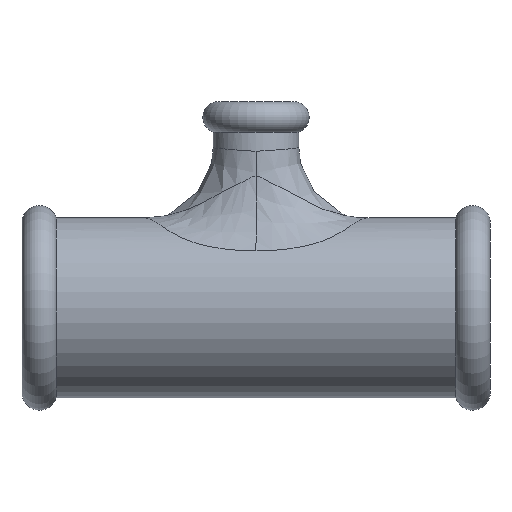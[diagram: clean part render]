
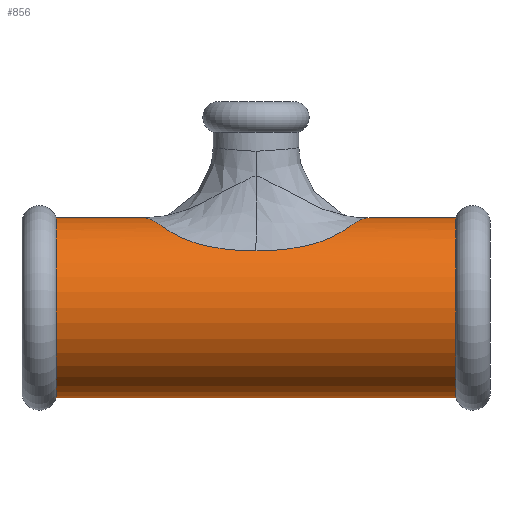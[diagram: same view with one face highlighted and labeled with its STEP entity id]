
A CAD part, front view. The second image highlights one B-rep face of the part: STEP entity #856.
In plain terms, the highlighted cylindrical face has radius 19.2 mm (diameter 38.4 mm), a full revolution.
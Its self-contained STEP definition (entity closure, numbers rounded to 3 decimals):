
#19=FACE_BOUND('',#209,.T.);
#63=B_SPLINE_CURVE_WITH_KNOTS('',3,(#3013,#3014,#3015,#3016,#3017,#3018,
#3019,#3020,#3021,#3022,#3023,#3024,#3025,#3026,#3027,#3028,#3029,#3030,
#3031,#3032,#3033),.UNSPECIFIED.,.F.,.F.,(4,2,1,1,1,1,1,1,1,1,1,1,1,3,1,
4),(0.,0.001,0.445,0.889,
1.334,1.778,2.001,2.223,2.445,
2.667,3.112,3.556,4.001,4.445,
4.478,4.522),.UNSPECIFIED.);
#71=B_SPLINE_CURVE_WITH_KNOTS('',3,(#3290,#3291,#3292,#3293,#3294,#3295,
#3296,#3297,#3298,#3299,#3300,#3301,#3302),.UNSPECIFIED.,.F.,.F.,(4,3,1,
1,1,1,1,1,4),(4.522,4.599,5.234,5.869,
6.504,7.139,7.774,8.409,9.044),
 .UNSPECIFIED.);
#74=B_SPLINE_CURVE_WITH_KNOTS('',3,(#3379,#3380,#3381,#3382,#3383,#3384,
#3385,#3386,#3387,#3388,#3389,#3390,#3391),.UNSPECIFIED.,.F.,.F.,(4,3,1,
1,1,1,1,1,4),(-4.522,-4.445,-3.81,-3.175,
-2.54,-1.905,-1.27,-0.635,
0.),.UNSPECIFIED.);
#79=B_SPLINE_CURVE_WITH_KNOTS('',3,(#3687,#3688,#3689,#3690,#3691,#3692,
#3693,#3694,#3695,#3696,#3697,#3698,#3699,#3700,#3701,#3702,#3703,#3704,
#3705,#3706,#3707),.UNSPECIFIED.,.F.,.F.,(4,2,1,1,1,1,1,1,1,1,1,1,1,3,1,
4),(-9.044,-9.044,-8.599,-8.155,
-7.711,-7.266,-7.044,-6.822,
-6.599,-6.377,-5.933,-5.488,
-5.044,-4.599,-4.555,-4.522),
 .UNSPECIFIED.);
#101=LINE('',#4034,#115);
#115=VECTOR('',#1158,19.2);
#130=CYLINDRICAL_SURFACE('',#967,19.2);
#165=FACE_OUTER_BOUND('',#208,.T.);
#208=EDGE_LOOP('',(#719,#720,#721,#722,#723,#724,#725,#726));
#209=EDGE_LOOP('',(#727,#728,#729,#730));
#238=CIRCLE('',#909,19.2);
#239=CIRCLE('',#910,19.2);
#244=CIRCLE('',#915,19.2);
#255=CIRCLE('',#930,19.2);
#256=CIRCLE('',#931,19.2);
#261=CIRCLE('',#936,19.2);
#308=VERTEX_POINT('',#1243);
#309=VERTEX_POINT('',#1244);
#310=VERTEX_POINT('',#1246);
#323=VERTEX_POINT('',#1281);
#324=VERTEX_POINT('',#1282);
#325=VERTEX_POINT('',#1284);
#363=VERTEX_POINT('',#2989);
#365=VERTEX_POINT('',#3012);
#371=VERTEX_POINT('',#3289);
#372=VERTEX_POINT('',#3373);
#412=EDGE_CURVE('',#308,#309,#238,.T.);
#413=EDGE_CURVE('',#310,#308,#239,.T.);
#418=EDGE_CURVE('',#309,#310,#244,.T.);
#431=EDGE_CURVE('',#323,#324,#255,.T.);
#432=EDGE_CURVE('',#324,#325,#256,.T.);
#437=EDGE_CURVE('',#325,#323,#261,.T.);
#481=EDGE_CURVE('',#363,#365,#63,.T.);
#489=EDGE_CURVE('',#371,#363,#71,.T.);
#492=EDGE_CURVE('',#371,#372,#74,.T.);
#497=EDGE_CURVE('',#372,#365,#79,.T.);
#518=EDGE_CURVE('',#324,#309,#101,.T.);
#719=ORIENTED_EDGE('',*,*,#431,.F.);
#720=ORIENTED_EDGE('',*,*,#437,.F.);
#721=ORIENTED_EDGE('',*,*,#432,.F.);
#722=ORIENTED_EDGE('',*,*,#518,.T.);
#723=ORIENTED_EDGE('',*,*,#418,.T.);
#724=ORIENTED_EDGE('',*,*,#413,.T.);
#725=ORIENTED_EDGE('',*,*,#412,.T.);
#726=ORIENTED_EDGE('',*,*,#518,.F.);
#727=ORIENTED_EDGE('',*,*,#481,.F.);
#728=ORIENTED_EDGE('',*,*,#489,.F.);
#729=ORIENTED_EDGE('',*,*,#492,.T.);
#730=ORIENTED_EDGE('',*,*,#497,.T.);
#856=ADVANCED_FACE('',(#165,#19),#130,.T.);
#909=AXIS2_PLACEMENT_3D('',#1245,#1035,#1036);
#910=AXIS2_PLACEMENT_3D('',#1247,#1037,#1038);
#915=AXIS2_PLACEMENT_3D('',#1255,#1047,#1048);
#930=AXIS2_PLACEMENT_3D('',#1283,#1079,#1080);
#931=AXIS2_PLACEMENT_3D('',#1285,#1081,#1082);
#936=AXIS2_PLACEMENT_3D('',#1293,#1091,#1092);
#967=AXIS2_PLACEMENT_3D('',#4033,#1156,#1157);
#1035=DIRECTION('center_axis',(1.,0.,0.));
#1036=DIRECTION('ref_axis',(0.,1.,0.));
#1037=DIRECTION('center_axis',(1.,0.,0.));
#1038=DIRECTION('ref_axis',(0.,1.,0.));
#1047=DIRECTION('center_axis',(1.,0.,0.));
#1048=DIRECTION('ref_axis',(0.,1.,0.));
#1079=DIRECTION('center_axis',(1.,0.,0.));
#1080=DIRECTION('ref_axis',(0.,1.,0.));
#1081=DIRECTION('center_axis',(1.,0.,0.));
#1082=DIRECTION('ref_axis',(0.,1.,0.));
#1091=DIRECTION('center_axis',(1.,0.,0.));
#1092=DIRECTION('ref_axis',(0.,1.,0.));
#1156=DIRECTION('center_axis',(1.,0.,0.));
#1157=DIRECTION('ref_axis',(0.,1.,0.));
#1158=DIRECTION('',(-1.,0.,0.));
#1243=CARTESIAN_POINT('',(-42.697,19.2,0.));
#1244=CARTESIAN_POINT('',(-42.697,-19.2,0.));
#1245=CARTESIAN_POINT('Origin',(-42.697,0.,0.));
#1246=CARTESIAN_POINT('',(-42.697,0.,-19.2));
#1247=CARTESIAN_POINT('Origin',(-42.697,0.,0.));
#1255=CARTESIAN_POINT('Origin',(-42.697,0.,0.));
#1281=CARTESIAN_POINT('',(42.697,19.2,0.));
#1282=CARTESIAN_POINT('',(42.697,-19.2,0.));
#1283=CARTESIAN_POINT('Origin',(42.697,0.,0.));
#1284=CARTESIAN_POINT('',(42.697,0.,-19.2));
#1285=CARTESIAN_POINT('Origin',(42.697,0.,0.));
#1293=CARTESIAN_POINT('Origin',(42.697,0.,0.));
#2989=CARTESIAN_POINT('',(-24.15,0.,19.2));
#3012=CARTESIAN_POINT('',(0.,-14.834,12.189));
#3013=CARTESIAN_POINT('Ctrl Pts',(-24.15,0.,19.2));
#3014=CARTESIAN_POINT('Ctrl Pts',(-24.149,-0.001,
19.2));
#3015=CARTESIAN_POINT('Ctrl Pts',(-24.149,-0.003,
19.2));
#3016=CARTESIAN_POINT('Ctrl Pts',(-23.723,-0.937,
19.2));
#3017=CARTESIAN_POINT('Ctrl Pts',(-22.865,-2.799,19.061));
#3018=CARTESIAN_POINT('Ctrl Pts',(-21.628,-5.382,18.488));
#3019=CARTESIAN_POINT('Ctrl Pts',(-20.385,-7.644,17.662));
#3020=CARTESIAN_POINT('Ctrl Pts',(-19.24,-9.238,16.854));
#3021=CARTESIAN_POINT('Ctrl Pts',(-18.184,-10.351,16.18));
#3022=CARTESIAN_POINT('Ctrl Pts',(-17.302,-11.11,15.668));
#3023=CARTESIAN_POINT('Ctrl Pts',(-16.309,-11.796,15.157));
#3024=CARTESIAN_POINT('Ctrl Pts',(-14.813,-12.618,14.488));
#3025=CARTESIAN_POINT('Ctrl Pts',(-12.57,-13.477,13.695));
#3026=CARTESIAN_POINT('Ctrl Pts',(-9.218,-14.236,12.894));
#3027=CARTESIAN_POINT('Ctrl Pts',(-5.209,-14.713,12.338));
#3028=CARTESIAN_POINT('Ctrl Pts',(-2.263,-14.828,12.197));
#3029=CARTESIAN_POINT('Ctrl Pts',(-0.775,-14.833,12.191));
#3030=CARTESIAN_POINT('Ctrl Pts',(-0.664,-14.833,
12.19));
#3031=CARTESIAN_POINT('Ctrl Pts',(-0.406,-14.834,
12.19));
#3032=CARTESIAN_POINT('Ctrl Pts',(-0.148,-14.834,
12.189));
#3033=CARTESIAN_POINT('Ctrl Pts',(0.,-14.834,
12.189));
#3289=CARTESIAN_POINT('',(0.,14.834,12.189));
#3290=CARTESIAN_POINT('Ctrl Pts',(0.,14.834,
12.189));
#3291=CARTESIAN_POINT('Ctrl Pts',(-0.258,14.834,12.189));
#3292=CARTESIAN_POINT('Ctrl Pts',(-0.517,14.834,12.19));
#3293=CARTESIAN_POINT('Ctrl Pts',(-0.775,14.833,12.191));
#3294=CARTESIAN_POINT('Ctrl Pts',(-2.901,14.826,12.199));
#3295=CARTESIAN_POINT('Ctrl Pts',(-7.1,14.596,12.486));
#3296=CARTESIAN_POINT('Ctrl Pts',(-12.258,13.648,13.542));
#3297=CARTESIAN_POINT('Ctrl Pts',(-16.013,12.148,14.927));
#3298=CARTESIAN_POINT('Ctrl Pts',(-18.632,10.095,16.41));
#3299=CARTESIAN_POINT('Ctrl Pts',(-20.587,7.403,17.817));
#3300=CARTESIAN_POINT('Ctrl Pts',(-22.322,3.987,18.912));
#3301=CARTESIAN_POINT('Ctrl Pts',(-23.542,1.334,19.2));
#3302=CARTESIAN_POINT('Ctrl Pts',(-24.15,0.,19.2));
#3373=CARTESIAN_POINT('',(24.15,0.,19.2));
#3379=CARTESIAN_POINT('Ctrl Pts',(0.,14.834,
12.189));
#3380=CARTESIAN_POINT('Ctrl Pts',(0.258,14.834,12.189));
#3381=CARTESIAN_POINT('Ctrl Pts',(0.517,14.834,12.19));
#3382=CARTESIAN_POINT('Ctrl Pts',(0.775,14.833,12.191));
#3383=CARTESIAN_POINT('Ctrl Pts',(2.901,14.826,12.199));
#3384=CARTESIAN_POINT('Ctrl Pts',(7.1,14.596,12.486));
#3385=CARTESIAN_POINT('Ctrl Pts',(12.258,13.648,13.542));
#3386=CARTESIAN_POINT('Ctrl Pts',(16.013,12.148,14.927));
#3387=CARTESIAN_POINT('Ctrl Pts',(18.632,10.095,16.41));
#3388=CARTESIAN_POINT('Ctrl Pts',(20.587,7.403,17.817));
#3389=CARTESIAN_POINT('Ctrl Pts',(22.322,3.987,18.912));
#3390=CARTESIAN_POINT('Ctrl Pts',(23.542,1.334,19.2));
#3391=CARTESIAN_POINT('Ctrl Pts',(24.15,0.,19.2));
#3687=CARTESIAN_POINT('Ctrl Pts',(24.15,0.,19.2));
#3688=CARTESIAN_POINT('Ctrl Pts',(24.149,-0.001,
19.2));
#3689=CARTESIAN_POINT('Ctrl Pts',(24.149,-0.003,
19.2));
#3690=CARTESIAN_POINT('Ctrl Pts',(23.723,-0.937,19.2));
#3691=CARTESIAN_POINT('Ctrl Pts',(22.865,-2.799,19.061));
#3692=CARTESIAN_POINT('Ctrl Pts',(21.628,-5.382,18.488));
#3693=CARTESIAN_POINT('Ctrl Pts',(20.385,-7.644,17.662));
#3694=CARTESIAN_POINT('Ctrl Pts',(19.24,-9.238,16.854));
#3695=CARTESIAN_POINT('Ctrl Pts',(18.184,-10.351,16.18));
#3696=CARTESIAN_POINT('Ctrl Pts',(17.302,-11.11,15.668));
#3697=CARTESIAN_POINT('Ctrl Pts',(16.309,-11.796,15.157));
#3698=CARTESIAN_POINT('Ctrl Pts',(14.813,-12.618,14.488));
#3699=CARTESIAN_POINT('Ctrl Pts',(12.57,-13.477,13.695));
#3700=CARTESIAN_POINT('Ctrl Pts',(9.218,-14.236,12.894));
#3701=CARTESIAN_POINT('Ctrl Pts',(5.209,-14.713,12.338));
#3702=CARTESIAN_POINT('Ctrl Pts',(2.263,-14.828,12.197));
#3703=CARTESIAN_POINT('Ctrl Pts',(0.775,-14.833,12.191));
#3704=CARTESIAN_POINT('Ctrl Pts',(0.627,-14.834,12.19));
#3705=CARTESIAN_POINT('Ctrl Pts',(0.369,-14.834,12.19));
#3706=CARTESIAN_POINT('Ctrl Pts',(0.111,-14.834,12.189));
#3707=CARTESIAN_POINT('Ctrl Pts',(0.,-14.834,
12.189));
#4033=CARTESIAN_POINT('Origin',(33.348,0.,0.));
#4034=CARTESIAN_POINT('',(33.348,-19.2,0.));
